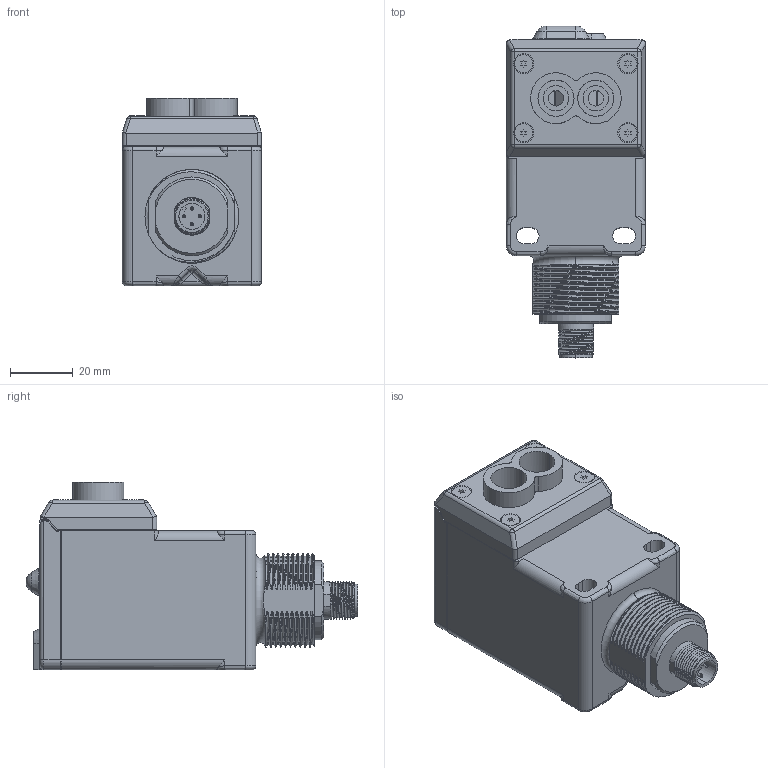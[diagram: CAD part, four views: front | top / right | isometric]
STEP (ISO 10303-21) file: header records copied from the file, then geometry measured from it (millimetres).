
FILE_DESCRIPTION((''),'2;1');
FILE_NAME('156711_ASM','2015-12-18T',('pdmadmin'),(''),'PRO/ENGINEER BY PARAMETRIC TECHNOLOGY CORPORATION, 2013230','PRO/ENGINEER BY PARAMETRIC TECHNOLOGY CORPORATION, 2013230','');
FILE_SCHEMA(('CONFIG_CONTROL_DESIGN'));
Products named in the file (12): 128327; 28723; 137866_ASM; 34619; 14840; 35813; 126238_ASM; 35038; 51294; 107054; 08427; 156711_ASM
Assembly tree (14 placements, depth 3):
  156711_ASM
    137866_ASM
      128327
      28723
    126238_ASM
      34619
      14840
      35813
    35038
    51294  x4
    107054
    08427
Bounding box: 44.53 x 106.03 x 60 mm (x, y, z)
Volume: 73965.4 mm3; surface area: 52711.1 mm2
Topology: 12 solids, 12 shells, 1161 faces, 2901 edges, 1802 vertices
Faces by surface type: cylinder 411, plane 410, bspline 171, cone 80, torus 54, sphere 35
Entity records: 54901 total; most frequent: CARTESIAN_POINT 29489, ORIENTED_EDGE 5474, DIRECTION 4877, EDGE_CURVE 2737, AXIS2_PLACEMENT_3D 1750, VERTEX_POINT 1706, VECTOR 1377, LINE 1377
